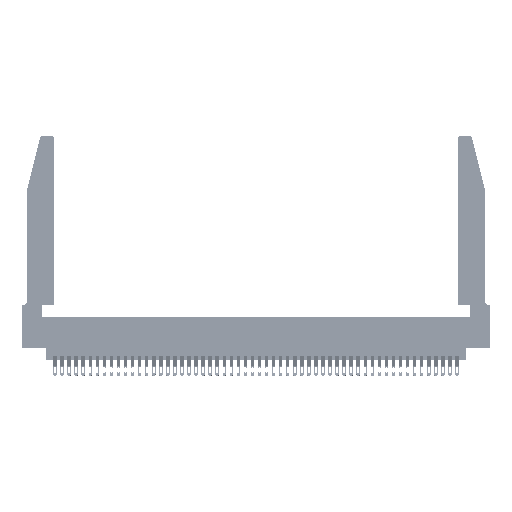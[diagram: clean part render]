
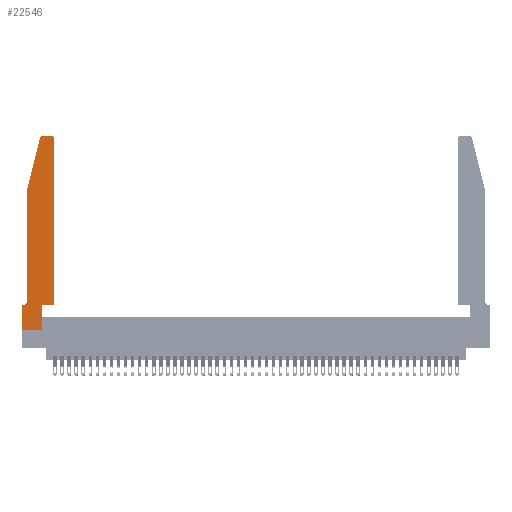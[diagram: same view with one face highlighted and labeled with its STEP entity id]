
A CAD part, top view. The second image highlights one B-rep face of the part: STEP entity #22546.
In plain terms, the highlighted planar face has unit normal (0, 0, 1).
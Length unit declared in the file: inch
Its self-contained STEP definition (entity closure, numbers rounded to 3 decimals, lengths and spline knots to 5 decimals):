
#832 = VERTEX_POINT ( 'NONE', #45406 ) ;
#865 = CARTESIAN_POINT ( 'NONE',  ( 0., 0., 0.37 ) ) ;
#1005 = EDGE_LOOP ( 'NONE', ( #40214, #35187, #41570, #38699, #24485, #44316, #42941, #24470, #21641, #21278, #46178, #26847 ) ) ;
#2137 = CIRCLE ( 'NONE', #44585, 0.03 ) ;
#3398 = CARTESIAN_POINT ( 'NONE',  ( 0.0755, 0.35, 0.37 ) ) ;
#4159 = LINE ( 'NONE', #3398, #35202 ) ;
#4601 = DIRECTION ( 'NONE',  ( -1., 0., 0. ) ) ;
#4728 = EDGE_CURVE ( 'NONE', #19862, #7987, #22132, .T. ) ;
#4929 = EDGE_CURVE ( 'NONE', #7987, #18399, #9756, .T. ) ;
#7006 = CARTESIAN_POINT ( 'NONE',  ( 0., 0.35, 0.37 ) ) ;
#7322 = DIRECTION ( 'NONE',  ( -1., 0., 0. ) ) ;
#7786 = CARTESIAN_POINT ( 'NONE',  ( 0., 0., 0.37 ) ) ;
#7987 = VERTEX_POINT ( 'NONE', #24325 ) ;
#8885 = CARTESIAN_POINT ( 'NONE',  ( 0.4505, 2.72, 0.37 ) ) ;
#9392 = CARTESIAN_POINT ( 'NONE',  ( 0.4205, 2.75, 0.37 ) ) ;
#9756 = LINE ( 'NONE', #44248, #18034 ) ;
#11127 = EDGE_CURVE ( 'NONE', #22749, #30283, #4159, .T. ) ;
#12003 = CARTESIAN_POINT ( 'NONE',  ( 0.0055, 0.42, 0.37 ) ) ;
#13958 = CIRCLE ( 'NONE', #20859, 0.03 ) ;
#14720 = VERTEX_POINT ( 'NONE', #9392 ) ;
#15423 = DIRECTION ( 'NONE',  ( 1., 0., 0. ) ) ;
#15709 = VERTEX_POINT ( 'NONE', #47670 ) ;
#15814 = DIRECTION ( 'NONE',  ( 0., 0., -1. ) ) ;
#15878 = LINE ( 'NONE', #45112, #22879 ) ;
#15995 = DIRECTION ( 'NONE',  ( 1., 0., 0. ) ) ;
#17424 = LINE ( 'NONE', #45733, #33764 ) ;
#18000 = EDGE_CURVE ( 'NONE', #31572, #832, #13958, .T. ) ;
#18034 = VECTOR ( 'NONE', #40642, 39.37008 ) ;
#18399 = VERTEX_POINT ( 'NONE', #48247 ) ;
#18740 = VECTOR ( 'NONE', #40026, 39.37008 ) ;
#19215 = LINE ( 'NONE', #45396, #47378 ) ;
#19862 = VERTEX_POINT ( 'NONE', #7786 ) ;
#19920 = LINE ( 'NONE', #36263, #18740 ) ;
#20689 = LINE ( 'NONE', #37909, #29468 ) ;
#20852 = VERTEX_POINT ( 'NONE', #8885 ) ;
#20859 = AXIS2_PLACEMENT_3D ( 'NONE', #41538, #30436, #45476 ) ;
#21278 = ORIENTED_EDGE ( 'NONE', *, *, #29121, .T. ) ;
#21534 = VECTOR ( 'NONE', #43264, 39.37008 ) ;
#21641 = ORIENTED_EDGE ( 'NONE', *, *, #4929, .T. ) ;
#22132 = LINE ( 'NONE', #865, #21534 ) ;
#22546 = ADVANCED_FACE ( 'NONE', ( #44691 ), #38378, .T. ) ;
#22749 = VERTEX_POINT ( 'NONE', #42278 ) ;
#22879 = VECTOR ( 'NONE', #44944, 39.37008 ) ;
#23309 = DIRECTION ( 'NONE',  ( 1., 0., 0. ) ) ;
#24193 = CARTESIAN_POINT ( 'NONE',  ( 0.0755, 0.42, 0.37 ) ) ;
#24325 = CARTESIAN_POINT ( 'NONE',  ( 0.2865, 0., 0.37 ) ) ;
#24470 = ORIENTED_EDGE ( 'NONE', *, *, #4728, .T. ) ;
#24485 = ORIENTED_EDGE ( 'NONE', *, *, #34945, .T. ) ;
#25301 = CARTESIAN_POINT ( 'NONE',  ( 0.284, 2.75, 0.37 ) ) ;
#26005 = VERTEX_POINT ( 'NONE', #24193 ) ;
#26446 = DIRECTION ( 'NONE',  ( 0., -1., 0. ) ) ;
#26847 = ORIENTED_EDGE ( 'NONE', *, *, #32418, .T. ) ;
#29121 = EDGE_CURVE ( 'NONE', #18399, #30508, #17424, .T. ) ;
#29468 = VECTOR ( 'NONE', #26446, 39.37008 ) ;
#29875 = LINE ( 'NONE', #36428, #46271 ) ;
#30283 = VERTEX_POINT ( 'NONE', #7006 ) ;
#30436 = DIRECTION ( 'NONE',  ( 0., 0., 1. ) ) ;
#30508 = VERTEX_POINT ( 'NONE', #37967 ) ;
#31572 = VERTEX_POINT ( 'NONE', #25301 ) ;
#31866 = EDGE_CURVE ( 'NONE', #832, #15709, #19215, .T. ) ;
#32418 = EDGE_CURVE ( 'NONE', #20852, #14720, #2137, .T. ) ;
#33764 = VECTOR ( 'NONE', #23309, 39.37008 ) ;
#34945 = EDGE_CURVE ( 'NONE', #26005, #22749, #44994, .T. ) ;
#35187 = ORIENTED_EDGE ( 'NONE', *, *, #18000, .T. ) ;
#35202 = VECTOR ( 'NONE', #7322, 39.37008 ) ;
#35928 = DIRECTION ( 'NONE',  ( -1., 0., 0. ) ) ;
#36263 = CARTESIAN_POINT ( 'NONE',  ( 0.4505, 0.35, 0.37 ) ) ;
#36365 = AXIS2_PLACEMENT_3D ( 'NONE', #45423, #41484, #15995 ) ;
#36428 = CARTESIAN_POINT ( 'NONE',  ( 0.2605, 2.75, 0.37 ) ) ;
#36958 = AXIS2_PLACEMENT_3D ( 'NONE', #12003, #15814, #4601 ) ;
#37484 = CARTESIAN_POINT ( 'NONE',  ( 0.4205, 2.72, 0.37 ) ) ;
#37909 = CARTESIAN_POINT ( 'NONE',  ( 0.0755, 2., 0.37 ) ) ;
#37967 = CARTESIAN_POINT ( 'NONE',  ( 0.4505, 0.35, 0.37 ) ) ;
#38378 = PLANE ( 'NONE',  #36365 ) ;
#38699 = ORIENTED_EDGE ( 'NONE', *, *, #40583, .T. ) ;
#40026 = DIRECTION ( 'NONE',  ( 0., 1., 0. ) ) ;
#40214 = ORIENTED_EDGE ( 'NONE', *, *, #42816, .T. ) ;
#40583 = EDGE_CURVE ( 'NONE', #15709, #26005, #20689, .T. ) ;
#40642 = DIRECTION ( 'NONE',  ( 0., 1., 0. ) ) ;
#41484 = DIRECTION ( 'NONE',  ( 0., 0., 1. ) ) ;
#41538 = CARTESIAN_POINT ( 'NONE',  ( 0.284, 2.72, 0.37 ) ) ;
#41570 = ORIENTED_EDGE ( 'NONE', *, *, #31866, .T. ) ;
#42103 = DIRECTION ( 'NONE',  ( -0.239, -0.971, 0. ) ) ;
#42278 = CARTESIAN_POINT ( 'NONE',  ( 0.0055, 0.35, 0.37 ) ) ;
#42360 = EDGE_CURVE ( 'NONE', #30283, #19862, #15878, .T. ) ;
#42816 = EDGE_CURVE ( 'NONE', #14720, #31572, #29875, .T. ) ;
#42846 = EDGE_CURVE ( 'NONE', #30508, #20852, #19920, .T. ) ;
#42941 = ORIENTED_EDGE ( 'NONE', *, *, #42360, .T. ) ;
#43264 = DIRECTION ( 'NONE',  ( 1., 0., 0. ) ) ;
#44248 = CARTESIAN_POINT ( 'NONE',  ( 0.2865, 0.35, 0.37 ) ) ;
#44316 = ORIENTED_EDGE ( 'NONE', *, *, #11127, .T. ) ;
#44585 = AXIS2_PLACEMENT_3D ( 'NONE', #37484, #44692, #15423 ) ;
#44691 = FACE_OUTER_BOUND ( 'NONE', #1005, .T. ) ;
#44692 = DIRECTION ( 'NONE',  ( 0., 0., 1. ) ) ;
#44944 = DIRECTION ( 'NONE',  ( 0., -1., 0. ) ) ;
#44994 = CIRCLE ( 'NONE', #36958, 0.07 ) ;
#45112 = CARTESIAN_POINT ( 'NONE',  ( 0., 0., 0.37 ) ) ;
#45396 = CARTESIAN_POINT ( 'NONE',  ( 0.0755, 2., 0.37 ) ) ;
#45406 = CARTESIAN_POINT ( 'NONE',  ( 0.25487, 2.72718, 0.37 ) ) ;
#45423 = CARTESIAN_POINT ( 'NONE',  ( 0., 0.35, 0.37 ) ) ;
#45476 = DIRECTION ( 'NONE',  ( 1., 0., 0. ) ) ;
#45733 = CARTESIAN_POINT ( 'NONE',  ( 0.4505, 0.35, 0.37 ) ) ;
#46178 = ORIENTED_EDGE ( 'NONE', *, *, #42846, .T. ) ;
#46271 = VECTOR ( 'NONE', #35928, 39.37008 ) ;
#47378 = VECTOR ( 'NONE', #42103, 39.37008 ) ;
#47670 = CARTESIAN_POINT ( 'NONE',  ( 0.0755, 2., 0.37 ) ) ;
#48247 = CARTESIAN_POINT ( 'NONE',  ( 0.2865, 0.35, 0.37 ) ) ;
